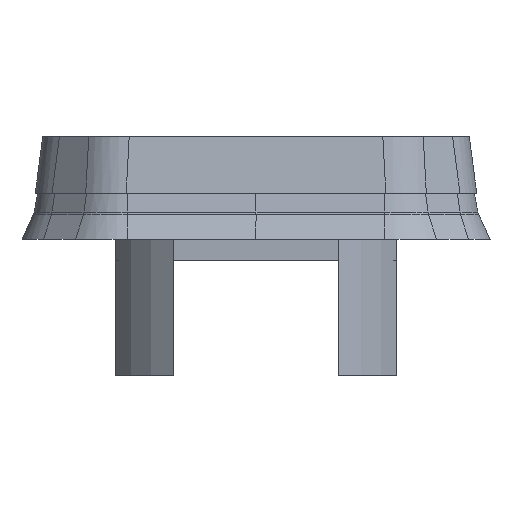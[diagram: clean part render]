
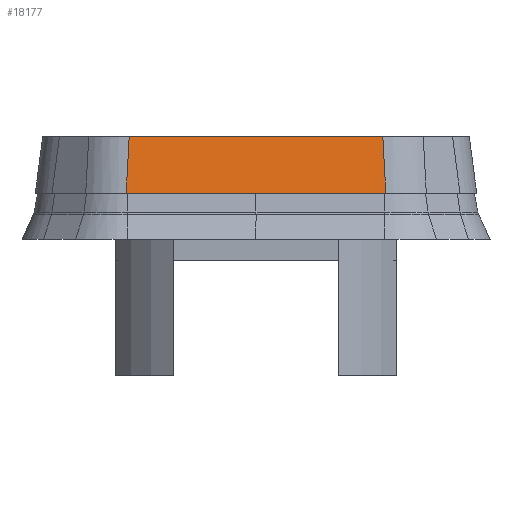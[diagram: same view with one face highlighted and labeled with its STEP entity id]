
A CAD part, left-side view. The second image highlights one B-rep face of the part: STEP entity #18177.
In plain terms, the highlighted planar face has unit normal (0.991, 0, -0.131).
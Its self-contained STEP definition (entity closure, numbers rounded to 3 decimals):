
#18164=AXIS2_PLACEMENT_3D('Plane Axis2P3D',#18161,#18162,#18163) ;
#9972=CARTESIAN_POINT('Vertex',(-38.827,-23.084,10.)) ;
#9975=CARTESIAN_POINT('Line Origine',(-38.827,0.,10.)) ;
#9979=CARTESIAN_POINT('Vertex',(-38.827,23.084,10.)) ;
#11472=CARTESIAN_POINT('Line Origine',(-39.485,-23.357,5.)) ;
#11476=CARTESIAN_POINT('Vertex',(-40.183,-23.646,-0.3)) ;
#18146=CARTESIAN_POINT('Vertex',(-40.183,23.646,-0.3)) ;
#18149=CARTESIAN_POINT('Line Origine',(-39.485,23.357,5.)) ;
#18161=CARTESIAN_POINT('Axis2P3D Location',(-39.485,0.,5.)) ;
#18166=CARTESIAN_POINT('Line Origine',(-40.183,-31.603,-0.3)) ;
#9976=DIRECTION('Vector Direction',(0.,-1.,0.)) ;
#11473=DIRECTION('Vector Direction',(-0.13,-0.054,-0.99)) ;
#18150=DIRECTION('Vector Direction',(0.13,-0.054,0.99)) ;
#18162=DIRECTION('Axis2P3D Direction',(-0.991,0.,0.131)) ;
#18163=DIRECTION('Axis2P3D XDirection',(0.,1.,0.)) ;
#18167=DIRECTION('Vector Direction',(0.,1.,0.)) ;
#9977=VECTOR('Line Direction',#9976,1.) ;
#11474=VECTOR('Line Direction',#11473,1.) ;
#18151=VECTOR('Line Direction',#18150,1.) ;
#18168=VECTOR('Line Direction',#18167,1.) ;
#18172=ORIENTED_EDGE('',*,*,#11478,.F.) ;
#18173=ORIENTED_EDGE('',*,*,#18170,.T.) ;
#18174=ORIENTED_EDGE('',*,*,#18153,.T.) ;
#18175=ORIENTED_EDGE('',*,*,#9981,.F.) ;
#18177=ADVANCED_FACE('Surface.5',(#18176),#18165,.F.) ;
#9981=EDGE_CURVE('',#9973,#9980,#9978,.F.) ;
#11478=EDGE_CURVE('',#11477,#9973,#11475,.F.) ;
#18153=EDGE_CURVE('',#18147,#9980,#18152,.T.) ;
#18170=EDGE_CURVE('',#11477,#18147,#18169,.T.) ;
#18171=EDGE_LOOP('',(#18172,#18173,#18174,#18175)) ;
#18176=FACE_OUTER_BOUND('',#18171,.T.) ;
#9978=LINE('Line',#9975,#9977) ;
#11475=LINE('Line',#11472,#11474) ;
#18152=LINE('Line',#18149,#18151) ;
#18169=LINE('Line',#18166,#18168) ;
#18165=PLANE('',#18164) ;
#9973=VERTEX_POINT('',#9972) ;
#9980=VERTEX_POINT('',#9979) ;
#11477=VERTEX_POINT('',#11476) ;
#18147=VERTEX_POINT('',#18146) ;
